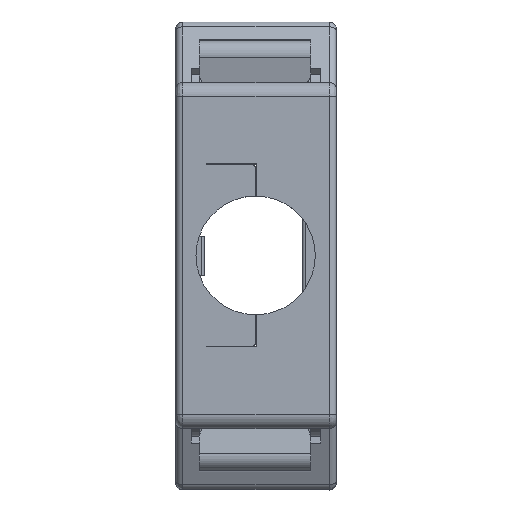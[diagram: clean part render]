
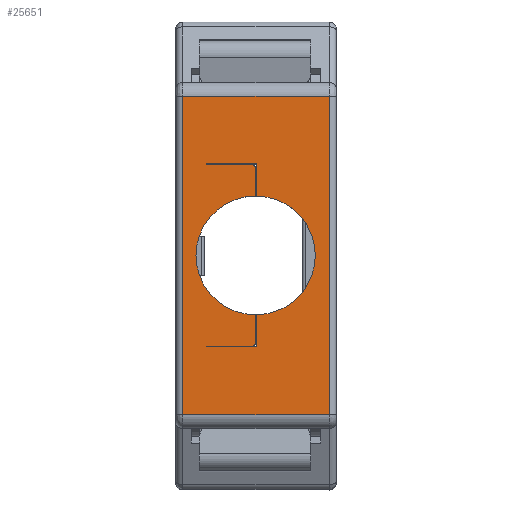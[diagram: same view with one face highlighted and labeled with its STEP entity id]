
A CAD part, top view. The second image highlights one B-rep face of the part: STEP entity #25651.
In plain terms, the highlighted planar face has unit normal (0, 0, 1).
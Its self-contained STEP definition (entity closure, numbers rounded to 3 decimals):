
#2405=CARTESIAN_POINT('',(10.8,11.4,0.));
#2406=VERTEX_POINT('',#2405);
#2424=CARTESIAN_POINT('',(0.3,11.4,0.));
#2425=VERTEX_POINT('',#2424);
#2433=CARTESIAN_POINT('',(10.8,11.4,0.));
#2434=DIRECTION('',(-1.,0.,0.));
#2435=VECTOR('',#2434,10.5);
#2436=LINE('',#2433,#2435);
#2437=EDGE_CURVE('',#2406,#2425,#2436,.T.);
#4677=CARTESIAN_POINT('',(10.8,-11.4,0.));
#4678=VERTEX_POINT('',#4677);
#4686=CARTESIAN_POINT('',(0.3,-11.4,0.));
#4687=VERTEX_POINT('',#4686);
#4688=CARTESIAN_POINT('',(10.8,-11.4,0.));
#4689=DIRECTION('',(-1.,0.,0.));
#4690=VECTOR('',#4689,10.5);
#4691=LINE('',#4688,#4690);
#4692=EDGE_CURVE('',#4678,#4687,#4691,.T.);
#4733=CARTESIAN_POINT('',(10.8,-11.4,0.));
#4734=DIRECTION('',(0.,1.,0.));
#4735=VECTOR('',#4734,22.8);
#4736=LINE('',#4733,#4735);
#4737=EDGE_CURVE('',#4678,#2406,#4736,.T.);
#9145=CARTESIAN_POINT('',(2.,6.55,0.));
#9146=VERTEX_POINT('',#9145);
#9147=CARTESIAN_POINT('',(5.6,6.55,0.));
#9148=VERTEX_POINT('',#9147);
#9149=CARTESIAN_POINT('',(2.,6.55,0.));
#9150=DIRECTION('',(1.,0.,0.));
#9151=VECTOR('',#9150,3.6);
#9152=LINE('',#9149,#9151);
#9153=EDGE_CURVE('',#9146,#9148,#9152,.T.);
#9192=CARTESIAN_POINT('',(5.6,-6.55,0.));
#9193=VERTEX_POINT('',#9192);
#9194=CARTESIAN_POINT('',(2.,-6.55,0.));
#9195=VERTEX_POINT('',#9194);
#9196=CARTESIAN_POINT('',(5.6,-6.55,0.));
#9197=DIRECTION('',(-1.,0.,0.));
#9198=VECTOR('',#9197,3.6);
#9199=LINE('',#9196,#9198);
#9200=EDGE_CURVE('',#9193,#9195,#9199,.T.);
#9371=CARTESIAN_POINT('',(5.6,4.25,0.));
#9372=VERTEX_POINT('',#9371);
#9373=CARTESIAN_POINT('',(5.6,6.55,0.));
#9374=DIRECTION('',(0.,-1.,0.));
#9375=VECTOR('',#9374,2.3);
#9376=LINE('',#9373,#9375);
#9377=EDGE_CURVE('',#9148,#9372,#9376,.T.);
#9402=CARTESIAN_POINT('',(5.6,-4.25,0.));
#9403=VERTEX_POINT('',#9402);
#9404=CARTESIAN_POINT('',(5.6,-4.25,0.));
#9405=DIRECTION('',(0.,-1.,0.));
#9406=VECTOR('',#9405,2.3);
#9407=LINE('',#9404,#9406);
#9408=EDGE_CURVE('',#9403,#9193,#9407,.T.);
#9433=CARTESIAN_POINT('',(5.55,0.,0.));
#9434=DIRECTION('',(0.012,1.,0.));
#9435=DIRECTION('',(0.,0.,-1.));
#9436=AXIS2_PLACEMENT_3D('',#9433,#9435,#9434);
#9437=CIRCLE('',#9436,4.25);
#9438=EDGE_CURVE('',#9372,#9403,#9437,.T.);
#20092=CARTESIAN_POINT('',(2.,6.5,0.));
#20093=VERTEX_POINT('',#20092);
#20304=CARTESIAN_POINT('',(2.,6.5,0.));
#20305=DIRECTION('',(0.,1.,0.));
#20306=VECTOR('',#20305,0.05);
#20307=LINE('',#20304,#20306);
#20308=EDGE_CURVE('',#20093,#9146,#20307,.T.);
#24988=CARTESIAN_POINT('',(2.,-6.5,0.));
#24989=VERTEX_POINT('',#24988);
#24996=CARTESIAN_POINT('',(2.,-6.55,0.));
#24997=DIRECTION('',(0.,1.,0.));
#24998=VECTOR('',#24997,0.05);
#24999=LINE('',#24996,#24998);
#25000=EDGE_CURVE('',#9195,#24989,#24999,.T.);
#25174=CARTESIAN_POINT('',(5.3,6.5,0.));
#25175=VERTEX_POINT('',#25174);
#25176=CARTESIAN_POINT('',(5.3,6.5,0.));
#25177=DIRECTION('',(-1.,0.,0.));
#25178=VECTOR('',#25177,3.3);
#25179=LINE('',#25176,#25178);
#25180=EDGE_CURVE('',#25175,#20093,#25179,.T.);
#25576=CARTESIAN_POINT('',(5.55,0.,0.));
#25577=DIRECTION('',(0.,1.,0.));
#25578=DIRECTION('',(0.,0.,1.));
#25579=AXIS2_PLACEMENT_3D('',#25576,#25578,#25577);
#25580=PLANE('',#25579);
#25581=CARTESIAN_POINT('',(0.3,-11.4,0.));
#25582=DIRECTION('',(0.,1.,0.));
#25583=VECTOR('',#25582,22.8);
#25584=LINE('',#25581,#25583);
#25585=EDGE_CURVE('',#4687,#2425,#25584,.T.);
#25586=ORIENTED_EDGE('',*,*,#25585,.F.);
#25587=ORIENTED_EDGE('',*,*,#4692,.F.);
#25588=ORIENTED_EDGE('',*,*,#4737,.T.);
#25589=ORIENTED_EDGE('',*,*,#2437,.T.);
#25590=EDGE_LOOP('',(#25586,#25587,#25588,#25589));
#25591=FACE_OUTER_BOUND('',#25590,.T.);
#25592=ORIENTED_EDGE('',*,*,#9153,.T.);
#25593=ORIENTED_EDGE('',*,*,#9377,.T.);
#25594=ORIENTED_EDGE('',*,*,#9438,.T.);
#25595=ORIENTED_EDGE('',*,*,#9408,.T.);
#25596=ORIENTED_EDGE('',*,*,#9200,.T.);
#25597=ORIENTED_EDGE('',*,*,#25000,.T.);
#25598=CARTESIAN_POINT('',(5.3,-6.5,0.));
#25599=VERTEX_POINT('',#25598);
#25600=CARTESIAN_POINT('',(5.3,-6.5,0.));
#25601=DIRECTION('',(-1.,0.,0.));
#25602=VECTOR('',#25601,3.3);
#25603=LINE('',#25600,#25602);
#25604=EDGE_CURVE('',#25599,#24989,#25603,.T.);
#25605=ORIENTED_EDGE('',*,*,#25604,.F.);
#25606=CARTESIAN_POINT('',(5.5,-6.3,0.));
#25607=VERTEX_POINT('',#25606);
#25608=CARTESIAN_POINT('',(5.3,-6.3,0.));
#25609=DIRECTION('',(1.,0.,0.));
#25610=DIRECTION('',(0.,0.,-1.));
#25611=AXIS2_PLACEMENT_3D('',#25608,#25610,#25609);
#25612=CIRCLE('',#25611,0.2);
#25613=EDGE_CURVE('',#25607,#25599,#25612,.T.);
#25614=ORIENTED_EDGE('',*,*,#25613,.F.);
#25615=CARTESIAN_POINT('',(5.5,-4.25,0.));
#25616=VERTEX_POINT('',#25615);
#25617=CARTESIAN_POINT('',(5.5,-4.25,0.));
#25618=DIRECTION('',(0.,-1.,0.));
#25619=VECTOR('',#25618,2.05);
#25620=LINE('',#25617,#25619);
#25621=EDGE_CURVE('',#25616,#25607,#25620,.T.);
#25622=ORIENTED_EDGE('',*,*,#25621,.F.);
#25623=CARTESIAN_POINT('',(5.5,4.25,0.));
#25624=VERTEX_POINT('',#25623);
#25625=CARTESIAN_POINT('',(5.5,0.,0.));
#25626=DIRECTION('',(0.,1.,0.));
#25627=DIRECTION('',(0.,0.,1.));
#25628=AXIS2_PLACEMENT_3D('',#25625,#25627,#25626);
#25629=CIRCLE('',#25628,4.25);
#25630=EDGE_CURVE('',#25624,#25616,#25629,.T.);
#25631=ORIENTED_EDGE('',*,*,#25630,.F.);
#25632=CARTESIAN_POINT('',(5.5,6.3,0.));
#25633=VERTEX_POINT('',#25632);
#25634=CARTESIAN_POINT('',(5.5,4.25,0.));
#25635=DIRECTION('',(0.,1.,0.));
#25636=VECTOR('',#25635,2.05);
#25637=LINE('',#25634,#25636);
#25638=EDGE_CURVE('',#25624,#25633,#25637,.T.);
#25639=ORIENTED_EDGE('',*,*,#25638,.T.);
#25640=CARTESIAN_POINT('',(5.3,6.3,0.));
#25641=DIRECTION('',(1.,0.,0.));
#25642=DIRECTION('',(0.,0.,1.));
#25643=AXIS2_PLACEMENT_3D('',#25640,#25642,#25641);
#25644=CIRCLE('',#25643,0.2);
#25645=EDGE_CURVE('',#25633,#25175,#25644,.T.);
#25646=ORIENTED_EDGE('',*,*,#25645,.T.);
#25647=ORIENTED_EDGE('',*,*,#25180,.T.);
#25648=ORIENTED_EDGE('',*,*,#20308,.T.);
#25649=EDGE_LOOP('',(#25592,#25593,#25594,#25595,#25596,#25597,#25605,#25614,#25622,#25631,#25639,#25646,#25647,#25648));
#25650=FACE_BOUND('',#25649,.T.);
#25651=ADVANCED_FACE('',(#25591,#25650),#25580,.T.);
